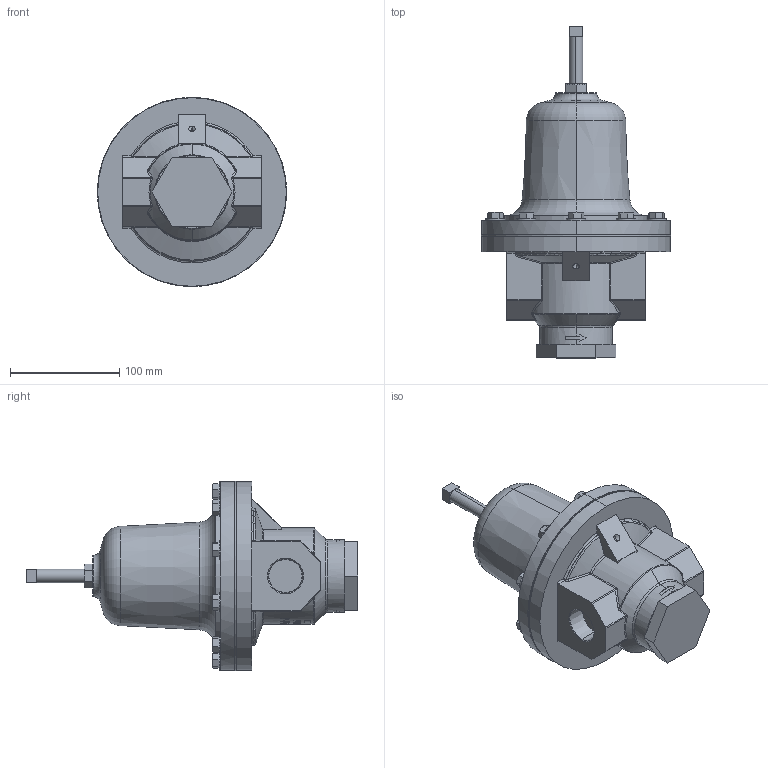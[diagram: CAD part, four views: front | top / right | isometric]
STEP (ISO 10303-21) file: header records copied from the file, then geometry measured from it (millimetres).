
FILE_DESCRIPTION (( 'STEP AP203' ), '1' );
FILE_NAME ('68G-100-DI-PT.STEP', '2017-08-17T18:21:17', ( '' ), ( '' ), 'SwSTEP 2.0', 'SolidWorks 2014', '' );
FILE_SCHEMA (( 'CONFIG_CONTROL_DESIGN' ));
Length unit declared in the file: inch
Products named in the file (1): 68G-100-DI-PT
Bounding box: 173.69 x 304.48 x 173.69 mm (x, y, z)
Volume: 2182197.4 mm3; surface area: 129045.8 mm2
Topology: 1 solids, 1 shells, 572 faces, 1418 edges, 872 vertices
Faces by surface type: plane 205, bspline 157, cone 91, cylinder 85, torus 26, sphere 8
Entity records: 44007 total; most frequent: CARTESIAN_POINT 31571, ORIENTED_EDGE 2808, DIRECTION 2191, EDGE_CURVE 1404, VERTEX_POINT 872, AXIS2_PLACEMENT_3D 837, EDGE_LOOP 610, FACE_OUTER_BOUND 572
